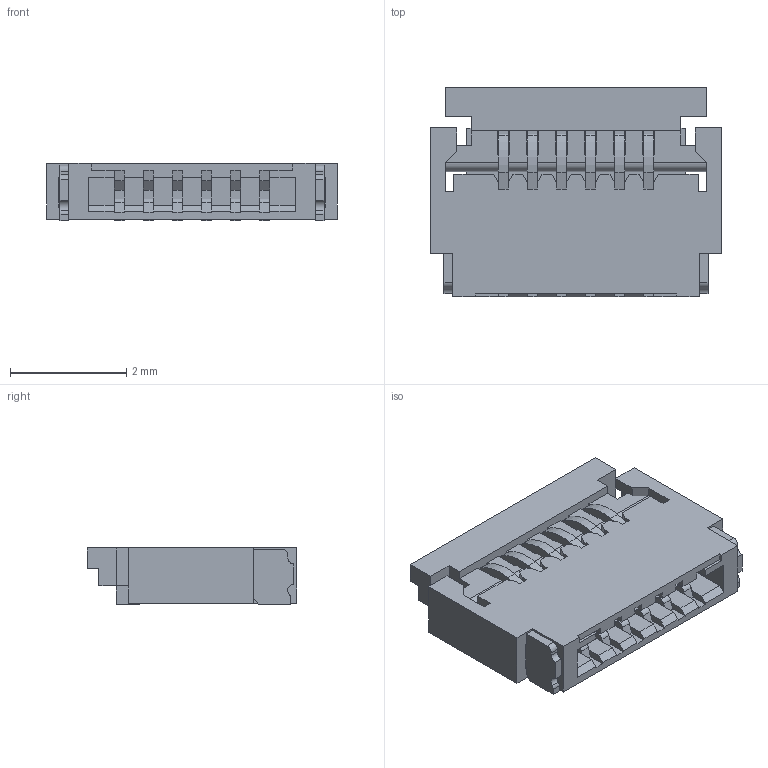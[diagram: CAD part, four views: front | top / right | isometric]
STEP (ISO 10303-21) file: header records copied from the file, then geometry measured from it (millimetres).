
FILE_DESCRIPTION( ( 'Unknown' ), '1' );
FILE_NAME( '687106182122.stp', 'Unknown', ( 'Unknown' ), ( 'Unknown' ), 'PSStep 17.0.49', 'Unknown', ' ' );
FILE_SCHEMA( ( 'AUTOMOTIVE_DESIGN { 1 0 10303 214 1 1 1 1 }' ) );
Length unit declared in the file: millimetre
Products named in the file (5): Assem1; 687106182122; 6871xx182122_Pad; 6871xx182122_Pin; 687106182122_Actuator
Assembly tree (10 placements, depth 2):
  Assem1
    687106182122
    6871xx182122_Pad  x2
    6871xx182122_Pin  x6
    687106182122_Actuator
Bounding box: 5 x 3.6 x 0.99 mm (x, y, z)
Volume: 11.3 mm3; surface area: 122.8 mm2
Topology: 10 solids, 10 shells, 401 faces, 1183 edges, 784 vertices
Faces by surface type: plane 353, cylinder 48
Entity records: 10369 total; most frequent: CARTESIAN_POINT 1511, ORIENTED_EDGE 1510, DIRECTION 1289, EDGE_CURVE 755, LINE 729, VECTOR 729, VERTEX_POINT 502, AXIS2_PLACEMENT_3D 280
